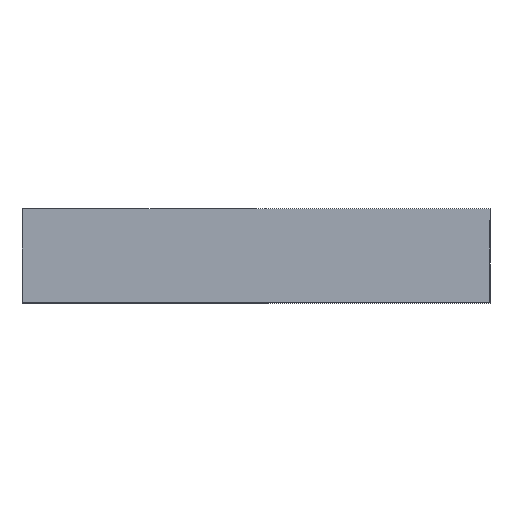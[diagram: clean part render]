
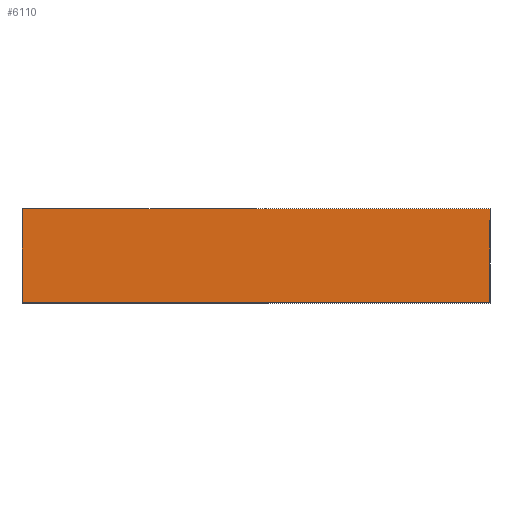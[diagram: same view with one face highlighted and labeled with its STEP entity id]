
A CAD part, top view. The second image highlights one B-rep face of the part: STEP entity #6110.
In plain terms, the highlighted free-form (B-spline) face has degree [1, 1] with [2, 2] control points.
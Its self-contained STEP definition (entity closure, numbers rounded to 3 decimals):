
#6071=CARTESIAN_POINT('',(199.473,40.,0.));
#6072=CARTESIAN_POINT('',(199.473,0.,0.));
#6073=CARTESIAN_POINT('',(0.0,40.,0.));
#6074=CARTESIAN_POINT('',(0.0,0.,0.));
#6075=B_SPLINE_SURFACE_WITH_KNOTS('',1,1,((#6071,#6073),(#6072,#6074)),.UNSPECIFIED.,.F.,.F.,.U.,(2,2),(2,2),(0.0,40.),(0.0,199.473),.UNSPECIFIED.);
#6076=CARTESIAN_POINT('',(199.473,40.,0.0));
#6077=VERTEX_POINT('',#6076);
#6078=CARTESIAN_POINT('',(199.473,0.,0.0));
#6079=VERTEX_POINT('',#6078);
#6080=CARTESIAN_POINT('',(199.473,40.,0.));
#6081=DIRECTION('',(0.0,-1.0,0.0));
#6082=VECTOR('',#6081,40.);
#6083=LINE('',#6080,#6082);
#6084=EDGE_CURVE('',#6077,#6079,#6083,.T.);
#6085=ORIENTED_EDGE('',*,*,#6084,.T.);
#6086=CARTESIAN_POINT('',(0.,0.,0.0));
#6087=VERTEX_POINT('',#6086);
#6088=CARTESIAN_POINT('',(199.473,0.,0.0));
#6089=DIRECTION('',(-1.0,0.0,0.0));
#6090=VECTOR('',#6089,199.473);
#6091=LINE('',#6088,#6090);
#6092=EDGE_CURVE('',#6079,#6087,#6091,.T.);
#6093=ORIENTED_EDGE('',*,*,#6092,.T.);
#6094=CARTESIAN_POINT('',(0.,40.,0.0));
#6095=VERTEX_POINT('',#6094);
#6096=CARTESIAN_POINT('',(0.0,0.0,0.0));
#6097=DIRECTION('',(0.0,1.0,0.0));
#6098=VECTOR('',#6097,40.0);
#6099=LINE('',#6096,#6098);
#6100=EDGE_CURVE('',#6087,#6095,#6099,.T.);
#6101=ORIENTED_EDGE('',*,*,#6100,.T.);
#6102=CARTESIAN_POINT('',(0.0,40.,0.));
#6103=DIRECTION('',(1.0,0.0,0.0));
#6104=VECTOR('',#6103,199.473);
#6105=LINE('',#6102,#6104);
#6106=EDGE_CURVE('',#6095,#6077,#6105,.T.);
#6107=ORIENTED_EDGE('',*,*,#6106,.T.);
#6108=EDGE_LOOP('',(#6085,#6093,#6101,#6107));
#6109=FACE_OUTER_BOUND('',#6108,.T.);
#6110=ADVANCED_FACE('',(#6109),#6075,.T.);
